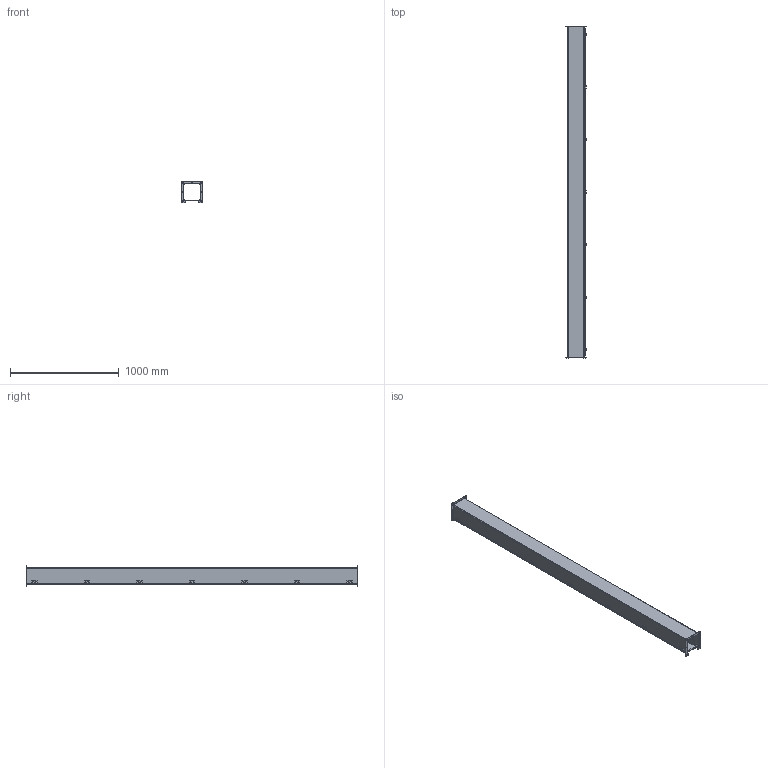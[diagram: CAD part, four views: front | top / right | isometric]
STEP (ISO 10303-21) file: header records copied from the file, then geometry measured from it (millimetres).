
FILE_DESCRIPTION(/* description */ ('LAY-IN WW,JIC,STRAIGHT,6SQ-120'),/* implementation_level */ '2;1');
FILE_NAME(/* name */ 'LJW610.stp',/* time_stamp */ '2018-07-25T08:00:52-05:00',/* author */ ('jwagner'),/* organization */ (''),/* preprocessor_version */ 'ST-DEVELOPER v16.13',/* originating_system */ 'Autodesk Inventor 2018',/* authorisation */ '');
FILE_SCHEMA (('AUTOMOTIVE_DESIGN { 1 0 10303 214 3 1 1 }'));
Length unit declared in the file: inch
Products named in the file (21): LJW610; LJW610BTB; LJW6RINGP; LJW610LID; LJW610GSK; 32852; 32852_1; 32852_2; 32852_3; 32852_4; 32852_5; 32852_6; 32852T; 32852L; 32852P; 35038; PART1; PART2; PART3; PART4; PART5
Assembly tree (45 placements, depth 3):
  LJW610
    LJW610BTB
    LJW6RINGP  x2
    LJW610LID
    LJW610GSK
    32852
      32852T
      32852L
      32852P
    32852_1
      32852T
      32852L
      32852P
    32852_2
      32852T
      32852L
      32852P
    32852_3
      32852T
      32852L
      32852P
    32852_4
      32852T
      32852L
      32852P
    32852_5
      32852T
      32852L
      32852P
    32852_6
      32852T
      32852L
      32852P
    35038  x7
      PART1
      PART2
      PART3
      PART4
      PART5
Bounding box: 193.68 x 3048 x 193.68 mm (x, y, z)
Volume: 4156120.1 mm3; surface area: 4381700.3 mm2
Topology: 61 solids, 61 shells, 1070 faces, 2802 edges, 1847 vertices
Faces by surface type: plane 624, cylinder 411, bspline 28, cone 7
Full cylindrical faces by diameter (mm): 3.048 x7, 3.302 x28, 3.454 x14, 3.946 x42, 4.286 x28, 6.35 x21, 7.144 x14
Entity records: 7986 total; most frequent: CARTESIAN_POINT 1341, DIRECTION 1314, ORIENTED_EDGE 1108, EDGE_CURVE 554, AXIS2_PLACEMENT_3D 463, LINE 388, VECTOR 388, VERTEX_POINT 370
